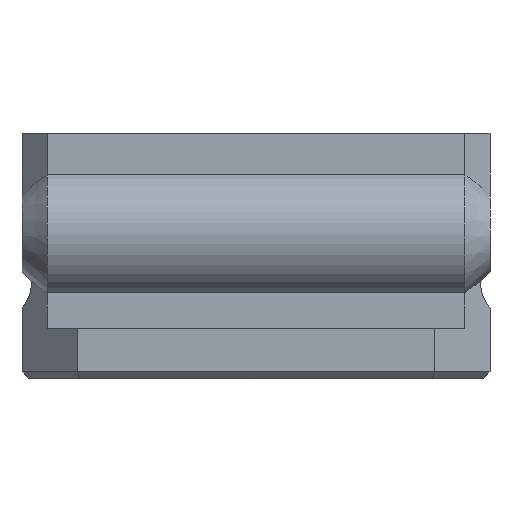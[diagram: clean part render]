
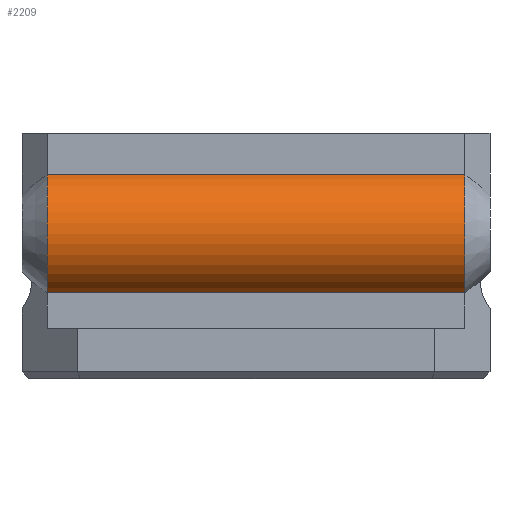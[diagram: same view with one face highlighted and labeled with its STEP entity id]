
A CAD part, left-side view. The second image highlights one B-rep face of the part: STEP entity #2209.
In plain terms, the highlighted cylindrical face has radius 3.8 mm (diameter 7.6 mm), a partial arc.
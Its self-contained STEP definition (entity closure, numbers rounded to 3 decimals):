
#89=CYLINDRICAL_SURFACE('',#2405,3.8);
#120=CIRCLE('',#2328,3.8);
#144=CIRCLE('',#2406,3.8);
#274=FACE_OUTER_BOUND('',#397,.T.);
#397=EDGE_LOOP('',(#1861,#1862,#1863,#1864));
#589=LINE('',#3973,#791);
#592=LINE('',#3979,#794);
#791=VECTOR('',#2933,10.);
#794=VECTOR('',#2938,10.);
#921=VERTEX_POINT('',#3671);
#939=VERTEX_POINT('',#3739);
#1006=VERTEX_POINT('',#3972);
#1008=VERTEX_POINT('',#3978);
#1193=EDGE_CURVE('',#939,#921,#120,.T.);
#1302=EDGE_CURVE('',#1006,#939,#589,.F.);
#1305=EDGE_CURVE('',#1008,#921,#592,.F.);
#1306=EDGE_CURVE('',#1006,#1008,#144,.T.);
#1861=ORIENTED_EDGE('',*,*,#1305,.F.);
#1862=ORIENTED_EDGE('',*,*,#1306,.F.);
#1863=ORIENTED_EDGE('',*,*,#1302,.T.);
#1864=ORIENTED_EDGE('',*,*,#1193,.T.);
#2209=ADVANCED_FACE('',(#274),#89,.T.);
#2328=AXIS2_PLACEMENT_3D('',#3740,#2713,#2714);
#2405=AXIS2_PLACEMENT_3D('',#3977,#2936,#2937);
#2406=AXIS2_PLACEMENT_3D('',#3980,#2939,#2940);
#2713=DIRECTION('center_axis',(0.,-1.,0.));
#2714=DIRECTION('ref_axis',(-1.,0.,0.));
#2933=DIRECTION('',(0.,-1.,0.));
#2936=DIRECTION('center_axis',(0.,-1.,0.));
#2937=DIRECTION('ref_axis',(-1.,0.,0.));
#2938=DIRECTION('',(0.,-1.,0.));
#2939=DIRECTION('center_axis',(0.,-1.,0.));
#2940=DIRECTION('ref_axis',(-1.,0.,0.));
#3671=CARTESIAN_POINT('',(3.6,91.75,6.467));
#3739=CARTESIAN_POINT('',(3.6,91.75,13.533));
#3740=CARTESIAN_POINT('Origin',(5.,91.75,10.));
#3972=CARTESIAN_POINT('',(3.6,66.75,13.533));
#3973=CARTESIAN_POINT('',(3.6,57.25,13.533));
#3977=CARTESIAN_POINT('Origin',(5.,101.25,10.));
#3978=CARTESIAN_POINT('',(3.6,66.75,6.467));
#3979=CARTESIAN_POINT('',(3.6,57.25,6.467));
#3980=CARTESIAN_POINT('Origin',(5.,66.75,10.));
